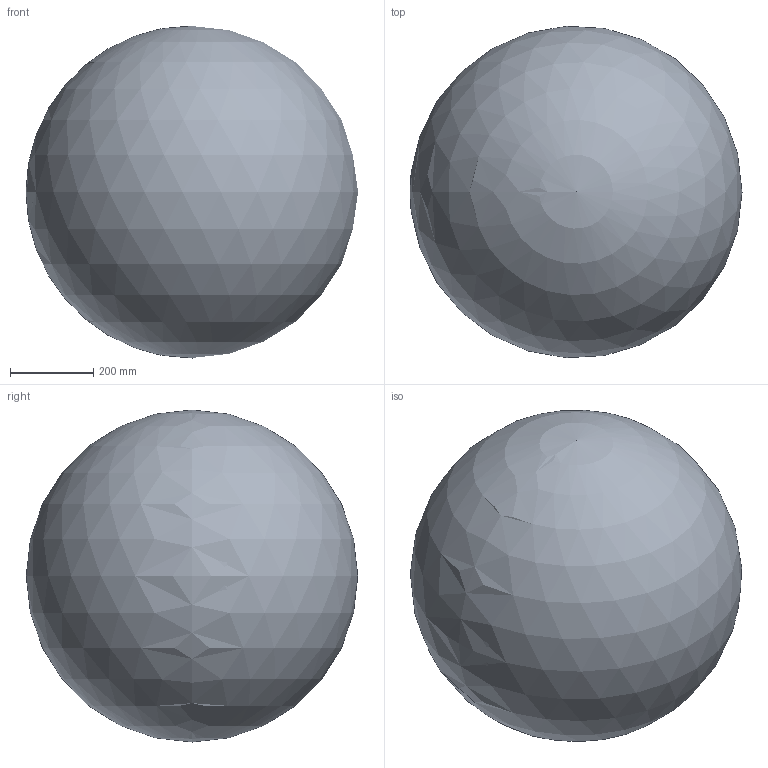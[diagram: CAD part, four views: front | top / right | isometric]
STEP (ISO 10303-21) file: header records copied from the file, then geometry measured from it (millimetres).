
FILE_DESCRIPTION (( 'STEP AP203' ), '1' );
FILE_NAME ('800-EHK.STEP', '2021-08-17T13:40:57', ( '' ), ( '' ), 'SwSTEP 2.0', 'SolidWorks 2018', '' );
FILE_SCHEMA (( 'CONFIG_CONTROL_DESIGN' ));
Length unit declared in the file: millimetre
Products named in the file (2): 800-EHK
Bounding box: 800 x 798.65 x 800 mm (x, y, z)
Volume: 7962320.1 mm3; surface area: 3981236.2 mm2
Topology: 1 solids, 2 shells, 200 faces, 534 edges, 356 vertices
Faces by surface type: plane 93, bspline 83, sphere 24
Entity records: 9903 total; most frequent: CARTESIAN_POINT 5175, ORIENTED_EDGE 1056, DIRECTION 786, EDGE_CURVE 528, VERTEX_POINT 352, AXIS2_PLACEMENT_3D 305, EDGE_LOOP 220, ADVANCED_FACE 200
